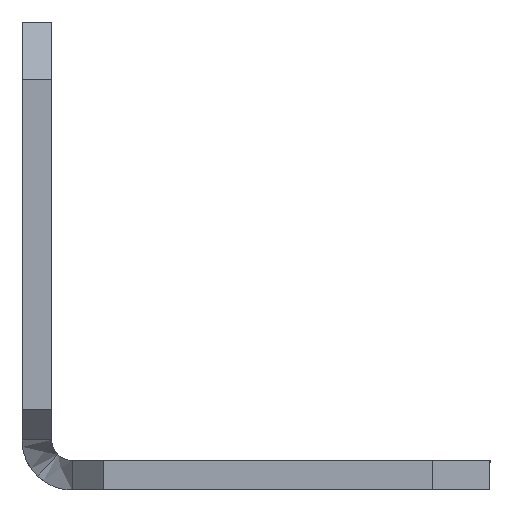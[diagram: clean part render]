
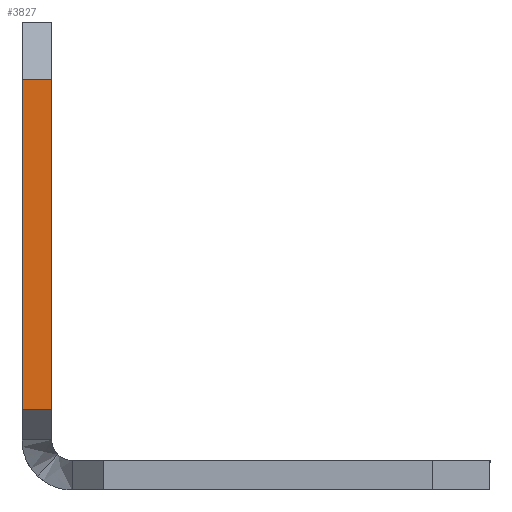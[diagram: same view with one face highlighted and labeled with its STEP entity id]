
A CAD part, left-side view. The second image highlights one B-rep face of the part: STEP entity #3827.
In plain terms, the highlighted planar face has unit normal (-1, 0, 0).
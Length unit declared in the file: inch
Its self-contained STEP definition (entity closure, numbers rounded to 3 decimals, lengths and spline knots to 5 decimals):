
#3820 = VERTEX_POINT ( 'NONE', #11932 ) ;
#3822 = EDGE_CURVE ( 'NONE', #3820, #3823, #11931, .T. ) ;
#3823 = VERTEX_POINT ( 'NONE', #11927 ) ;
#3827 = ADVANCED_FACE ( 'NONE', ( #11922 ), #11921, .F. ) ;
#3828 = EDGE_LOOP ( 'NONE', ( #3881, #3882, #3885, #3888 ) ) ;
#3881 = ORIENTED_EDGE ( 'NONE', *, *, #3822, .F. ) ;
#3882 = ORIENTED_EDGE ( 'NONE', *, *, #3883, .F. ) ;
#3883 = EDGE_CURVE ( 'NONE', #3884, #3820, #12021, .T. ) ;
#3884 = VERTEX_POINT ( 'NONE', #12017 ) ;
#3885 = ORIENTED_EDGE ( 'NONE', *, *, #3886, .T. ) ;
#3886 = EDGE_CURVE ( 'NONE', #3884, #3887, #12079, .T. ) ;
#3887 = VERTEX_POINT ( 'NONE', #12075 ) ;
#3888 = ORIENTED_EDGE ( 'NONE', *, *, #3889, .T. ) ;
#3889 = EDGE_CURVE ( 'NONE', #3887, #3823, #12074, .T. ) ;
#11917 = DIRECTION ( 'NONE',  ( 0., 0., -1. ) ) ;
#11918 = DIRECTION ( 'NONE',  ( 1., 0., 0. ) ) ;
#11919 = CARTESIAN_POINT ( 'NONE',  ( -5.30249, 0.046, -2.76768 ) ) ;
#11920 = AXIS2_PLACEMENT_3D ( 'NONE', #11919, #11918, #11917 ) ;
#11921 = PLANE ( 'NONE',  #11920 ) ;
#11922 = FACE_OUTER_BOUND ( 'NONE', #3828, .T. ) ;
#11927 = CARTESIAN_POINT ( 'NONE',  ( -5.30249, 0., -2.20678 ) ) ;
#11928 = DIRECTION ( 'NONE',  ( 0., -1., 0. ) ) ;
#11929 = VECTOR ( 'NONE', #11928, 39.37008 ) ;
#11930 = CARTESIAN_POINT ( 'NONE',  ( -5.30249, 0.046, -2.20678 ) ) ;
#11931 = LINE ( 'NONE', #11930, #11929 ) ;
#11932 = CARTESIAN_POINT ( 'NONE',  ( -5.30249, 0.046, -2.20678 ) ) ;
#12017 = CARTESIAN_POINT ( 'NONE',  ( -5.30249, 0.046, -2.72076 ) ) ;
#12018 = DIRECTION ( 'NONE',  ( 0., 0., 1. ) ) ;
#12019 = VECTOR ( 'NONE', #12018, 39.37008 ) ;
#12020 = CARTESIAN_POINT ( 'NONE',  ( -5.30249, 0.046, -2.76768 ) ) ;
#12021 = LINE ( 'NONE', #12020, #12019 ) ;
#12071 = DIRECTION ( 'NONE',  ( 0., 0., 1. ) ) ;
#12072 = VECTOR ( 'NONE', #12071, 39.37008 ) ;
#12073 = CARTESIAN_POINT ( 'NONE',  ( -5.30249, 0., -2.76768 ) ) ;
#12074 = LINE ( 'NONE', #12073, #12072 ) ;
#12075 = CARTESIAN_POINT ( 'NONE',  ( -5.30249, 0., -2.72076 ) ) ;
#12076 = DIRECTION ( 'NONE',  ( 0., -1., 0. ) ) ;
#12077 = VECTOR ( 'NONE', #12076, 39.37008 ) ;
#12078 = CARTESIAN_POINT ( 'NONE',  ( -5.30249, 0.046, -2.72076 ) ) ;
#12079 = LINE ( 'NONE', #12078, #12077 ) ;
